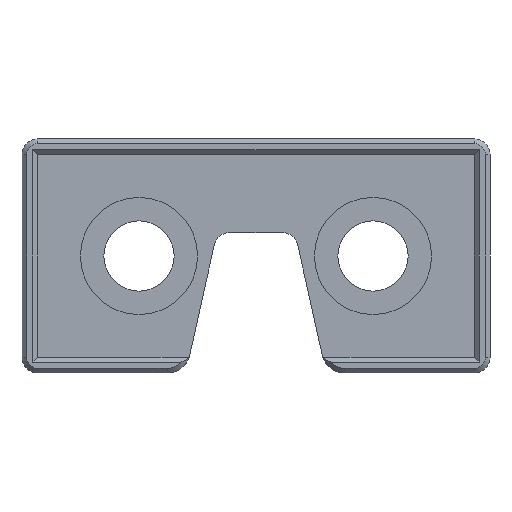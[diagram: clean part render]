
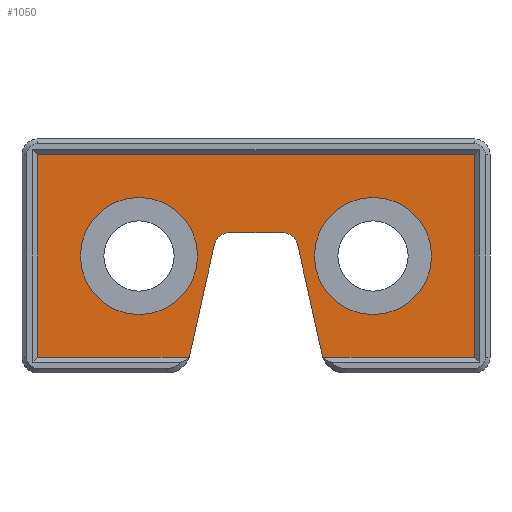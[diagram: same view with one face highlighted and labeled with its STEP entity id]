
A CAD part, front view. The second image highlights one B-rep face of the part: STEP entity #1050.
In plain terms, the highlighted planar face has unit normal (0, -1, 0).
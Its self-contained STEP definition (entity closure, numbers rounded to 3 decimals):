
#17=FACE_BOUND('',#195,.T.);
#18=FACE_BOUND('',#196,.T.);
#66=PLANE('',#1154);
#128=FACE_OUTER_BOUND('',#194,.T.);
#194=EDGE_LOOP('',(#949,#950,#951,#952,#953,#954,#955,#956,#957,#958,#959,
#960));
#195=EDGE_LOOP('',(#961));
#196=EDGE_LOOP('',(#962));
#257=LINE('',#1637,#359);
#259=LINE('',#1641,#361);
#261=LINE('',#1645,#363);
#263=LINE('',#1649,#365);
#264=LINE('',#1651,#366);
#297=LINE('',#1749,#399);
#300=LINE('',#1757,#402);
#302=LINE('',#1763,#404);
#359=VECTOR('',#1315,10.);
#361=VECTOR('',#1319,10.);
#363=VECTOR('',#1323,10.);
#365=VECTOR('',#1327,10.);
#366=VECTOR('',#1330,10.);
#399=VECTOR('',#1439,10.);
#402=VECTOR('',#1448,10.);
#404=VECTOR('',#1456,10.);
#420=CIRCLE('',#1082,3.);
#425=CIRCLE('',#1097,3.);
#443=CIRCLE('',#1148,2.);
#444=CIRCLE('',#1151,2.);
#445=CIRCLE('',#1155,7.5);
#446=CIRCLE('',#1156,7.5);
#477=VERTEX_POINT('',#1558);
#478=VERTEX_POINT('',#1560);
#488=VERTEX_POINT('',#1600);
#489=VERTEX_POINT('',#1602);
#499=VERTEX_POINT('',#1635);
#500=VERTEX_POINT('',#1639);
#501=VERTEX_POINT('',#1643);
#502=VERTEX_POINT('',#1647);
#529=VERTEX_POINT('',#1747);
#530=VERTEX_POINT('',#1751);
#531=VERTEX_POINT('',#1755);
#532=VERTEX_POINT('',#1759);
#533=VERTEX_POINT('',#1766);
#534=VERTEX_POINT('',#1768);
#574=EDGE_CURVE('',#477,#478,#420,.T.);
#595=EDGE_CURVE('',#488,#489,#425,.T.);
#613=EDGE_CURVE('',#488,#499,#257,.T.);
#615=EDGE_CURVE('',#499,#500,#259,.T.);
#617=EDGE_CURVE('',#500,#501,#261,.T.);
#619=EDGE_CURVE('',#501,#502,#263,.T.);
#620=EDGE_CURVE('',#502,#478,#264,.T.);
#669=EDGE_CURVE('',#477,#529,#297,.T.);
#671=EDGE_CURVE('',#530,#529,#443,.T.);
#673=EDGE_CURVE('',#530,#531,#300,.T.);
#675=EDGE_CURVE('',#532,#531,#444,.T.);
#676=EDGE_CURVE('',#532,#489,#302,.T.);
#677=EDGE_CURVE('',#533,#533,#445,.T.);
#678=EDGE_CURVE('',#534,#534,#446,.T.);
#949=ORIENTED_EDGE('',*,*,#595,.F.);
#950=ORIENTED_EDGE('',*,*,#613,.T.);
#951=ORIENTED_EDGE('',*,*,#615,.T.);
#952=ORIENTED_EDGE('',*,*,#617,.T.);
#953=ORIENTED_EDGE('',*,*,#619,.T.);
#954=ORIENTED_EDGE('',*,*,#620,.T.);
#955=ORIENTED_EDGE('',*,*,#574,.F.);
#956=ORIENTED_EDGE('',*,*,#669,.T.);
#957=ORIENTED_EDGE('',*,*,#671,.F.);
#958=ORIENTED_EDGE('',*,*,#673,.T.);
#959=ORIENTED_EDGE('',*,*,#675,.F.);
#960=ORIENTED_EDGE('',*,*,#676,.T.);
#961=ORIENTED_EDGE('',*,*,#677,.T.);
#962=ORIENTED_EDGE('',*,*,#678,.T.);
#1050=ADVANCED_FACE('',(#128,#17,#18),#66,.F.);
#1082=AXIS2_PLACEMENT_3D('',#1561,#1237,#1238);
#1097=AXIS2_PLACEMENT_3D('',#1603,#1283,#1284);
#1148=AXIS2_PLACEMENT_3D('',#1753,#1443,#1444);
#1151=AXIS2_PLACEMENT_3D('',#1761,#1452,#1453);
#1154=AXIS2_PLACEMENT_3D('',#1765,#1459,#1460);
#1155=AXIS2_PLACEMENT_3D('',#1767,#1461,#1462);
#1156=AXIS2_PLACEMENT_3D('',#1769,#1463,#1464);
#1237=DIRECTION('center_axis',(0.,1.,0.));
#1238=DIRECTION('ref_axis',(0.626,0.,-0.78));
#1283=DIRECTION('center_axis',(0.,1.,0.));
#1284=DIRECTION('ref_axis',(-0.626,0.,-0.78));
#1315=DIRECTION('',(1.,0.,0.));
#1319=DIRECTION('',(0.,0.,1.));
#1323=DIRECTION('',(-1.,0.,0.));
#1327=DIRECTION('',(0.,0.,-1.));
#1330=DIRECTION('',(1.,0.,0.));
#1439=DIRECTION('',(0.217,0.,0.976));
#1443=DIRECTION('center_axis',(0.,-1.,0.));
#1444=DIRECTION('ref_axis',(-0.626,0.,0.78));
#1448=DIRECTION('',(1.,0.,0.));
#1452=DIRECTION('center_axis',(0.,-1.,0.));
#1453=DIRECTION('ref_axis',(0.626,0.,0.78));
#1456=DIRECTION('',(0.217,0.,-0.976));
#1459=DIRECTION('center_axis',(0.,1.,0.));
#1460=DIRECTION('ref_axis',(1.,0.,0.));
#1461=DIRECTION('center_axis',(0.,1.,0.));
#1462=DIRECTION('ref_axis',(0.,0.,-1.));
#1463=DIRECTION('center_axis',(0.,1.,0.));
#1464=DIRECTION('ref_axis',(0.,0.,-1.));
#1558=CARTESIAN_POINT('',(-8.478,0.,-12.651));
#1560=CARTESIAN_POINT('',(-8.578,0.,-13.));
#1561=CARTESIAN_POINT('Origin',(-11.407,0.,-12.));
#1600=CARTESIAN_POINT('',(8.578,0.,-13.));
#1602=CARTESIAN_POINT('',(8.478,0.,-12.651));
#1603=CARTESIAN_POINT('Origin',(11.407,0.,-12.));
#1635=CARTESIAN_POINT('',(28.,0.,-13.));
#1637=CARTESIAN_POINT('',(14.,0.,-13.));
#1639=CARTESIAN_POINT('',(28.,0.,13.));
#1641=CARTESIAN_POINT('',(28.,0.,6.5));
#1643=CARTESIAN_POINT('',(-28.,0.,13.));
#1645=CARTESIAN_POINT('',(-14.,0.,13.));
#1647=CARTESIAN_POINT('',(-28.,0.,-13.));
#1649=CARTESIAN_POINT('',(-28.,0.,-6.5));
#1651=CARTESIAN_POINT('',(14.,0.,-13.));
#1747=CARTESIAN_POINT('',(-5.348,0.,1.434));
#1749=CARTESIAN_POINT('',(-5.2,0.,2.1));
#1751=CARTESIAN_POINT('',(-3.396,0.,3.));
#1753=CARTESIAN_POINT('Origin',(-3.396,0.,1.));
#1755=CARTESIAN_POINT('',(3.396,0.,3.));
#1757=CARTESIAN_POINT('',(2.5,0.,3.));
#1759=CARTESIAN_POINT('',(5.348,0.,1.434));
#1761=CARTESIAN_POINT('Origin',(3.396,0.,1.));
#1763=CARTESIAN_POINT('',(7.2,0.,-6.9));
#1765=CARTESIAN_POINT('Origin',(0.,0.,0.));
#1766=CARTESIAN_POINT('',(15.,0.,7.5));
#1767=CARTESIAN_POINT('Origin',(15.,0.,0.));
#1768=CARTESIAN_POINT('',(-15.,0.,7.5));
#1769=CARTESIAN_POINT('Origin',(-15.,0.,0.));
